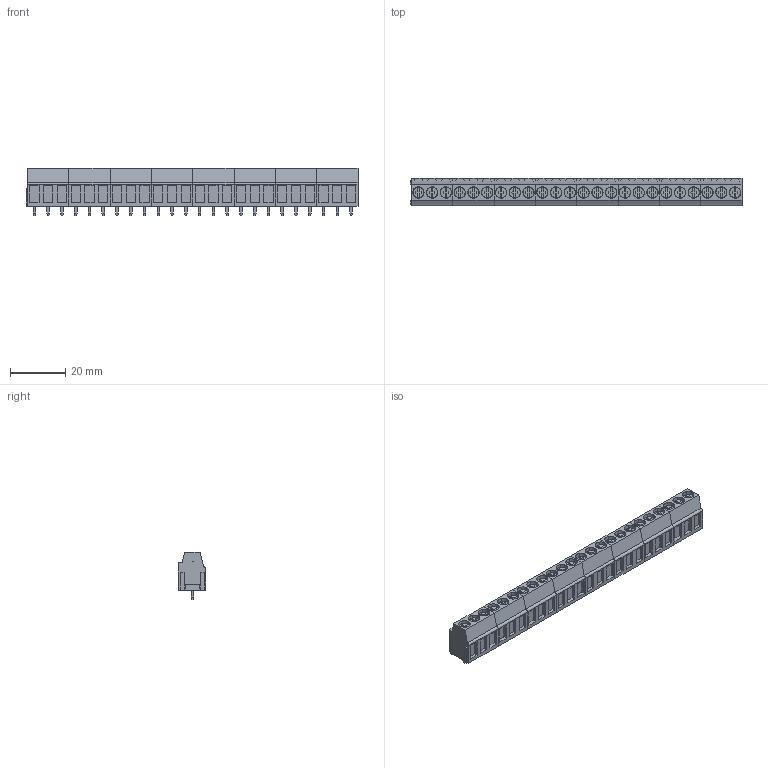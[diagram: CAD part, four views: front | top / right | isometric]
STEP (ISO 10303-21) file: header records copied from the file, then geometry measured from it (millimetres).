
FILE_DESCRIPTION(('CATIA V5 STEP Exchange','CAx-IF Rec.Pracs.--- Model Styling and Organization---1.2---2011-12-15'),'2;1');
FILE_NAME ('D1449963_0_1234210000_1234210000.stp','2018-03-31T10:29:56+00:00',('none'),('Weidmueller'),'CATIA Version 5-6 Release 2014','CATIA V5 STEP AP214','none');
FILE_SCHEMA(('AUTOMOTIVE_DESIGN { 1 0 10303 214 1 1 1 1 }'));
Products named in the file (1): 1234210000
Bounding box: 120.55 x 10 x 17.3 mm (x, y, z)
Volume: 11801.3 mm3; surface area: 13959.5 mm2
Topology: 56 solids, 56 shells, 2040 faces, 5472 edges, 3616 vertices
Faces by surface type: plane 1696, cylinder 344
Entity records: 63948 total; most frequent: CARTESIAN_POINT 12626, ORIENTED_EDGE 10944, DIRECTION 9160, EDGE_CURVE 5472, VECTOR 4448, LINE 4448, VERTEX_POINT 3616, AXIS2_PLACEMENT_3D 2672
